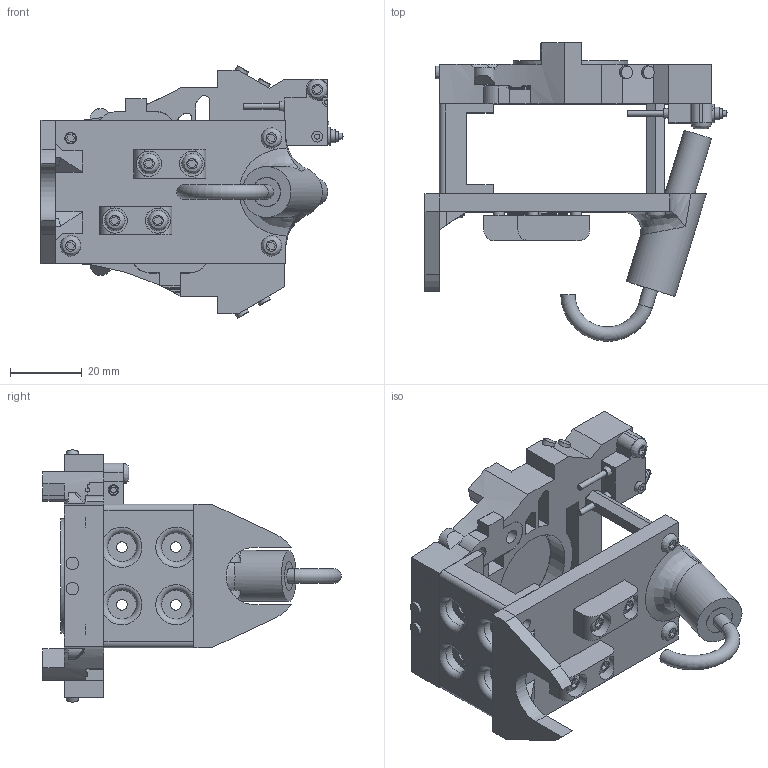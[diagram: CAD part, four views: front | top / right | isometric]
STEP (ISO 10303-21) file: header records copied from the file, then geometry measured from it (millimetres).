
FILE_DESCRIPTION(/* description */ (''),/* implementation_level */ '2;1');
FILE_NAME(/* name */ 'toolhead v2.stp',/* time_stamp */ '2022-03-14T12:46:16-04:00',/* author */ ('alexr'),/* organization */ (''),/* preprocessor_version */ 'ST-DEVELOPER v18.1',/* originating_system */ 'Autodesk Inventor 2022',/* authorisation */ '');
FILE_SCHEMA (('AUTOMOTIVE_DESIGN { 1 0 10303 214 3 1 1 }'));
Products named in the file (12): toolhead v2; magnet holder V2; MGN9 mount block; back plate; beltClamp; Standoff-25mm; camera; D2HW_C202M; inside belt clamp; hex_socket_button_head_M3x10; 3.5mm rod; mainMagnet
Assembly tree (30 placements, depth 2):
  toolhead v2
    magnet holder V2
    MGN9 mount block
    back plate
    beltClamp  x2
    Standoff-25mm  x2
    camera
    D2HW_C202M
    inside belt clamp  x2
    hex_socket_button_head_M3x10  x11
    3.5mm rod  x6
    mainMagnet  x2
Bounding box: 84.03 x 82.99 x 70.2 mm (x, y, z)
Volume: 66225.4 mm3; surface area: 42192.5 mm2
Topology: 31 solids, 31 shells, 787 faces, 1946 edges, 1277 vertices
Faces by surface type: plane 455, cylinder 284, cone 22, bspline 14, torus 10, sphere 2
Full cylindrical faces by diameter (mm): 1.4 x2, 1.6 x2, 1.7 x1, 2 x1, 2.65 x1, 3 x25, 3.2 x11, 3.5 x12, 3.6 x2, 4 x13, 4.2 x3, 5.1 x1, 7 x4, 8 x7, 8.2 x1, 14.2 x1, 25.4 x2, 25.8 x1, 31.8 x1
Entity records: 17509 total; most frequent: CARTESIAN_POINT 3404, DIRECTION 2955, ORIENTED_EDGE 2748, EDGE_CURVE 1374, AXIS2_PLACEMENT_3D 1075, VERTEX_POINT 903, LINE 805, VECTOR 805
